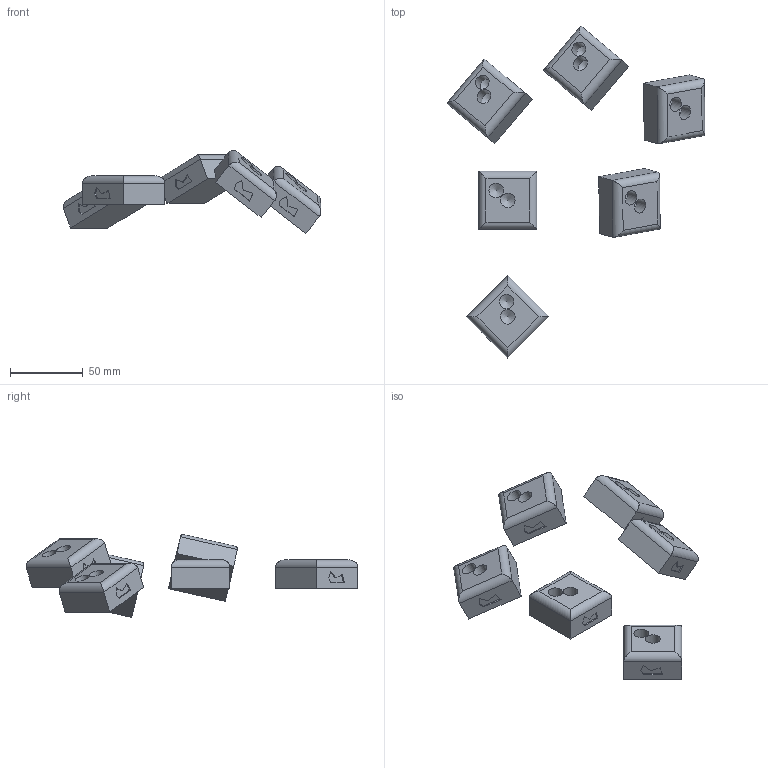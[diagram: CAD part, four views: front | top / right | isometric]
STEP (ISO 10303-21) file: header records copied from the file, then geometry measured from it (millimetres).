
FILE_DESCRIPTION(/* description */ ('CAx-IF Rec.Pracs.---Representation and Presentation of Product Manufacturing Information (PMI)---4.0---2014-10-13','CAx-IF Rec.Pracs.---3D Tessellated Geometry---0.4---2014-09-14','2;1'),/* implementation_level */ '2;1');
FILE_NAME(/* name */ 'SiemensNx11_step_ap242',/* time_stamp */ '2024-04-20T16:00:17+03:00',/* author */ (''),/* organization */ (''),/* preprocessor_version */ 'ST-DEVELOPER v16.7',/* originating_system */ $,/* authorisation */ $);
FILE_SCHEMA (('AP242_MANAGED_MODEL_BASED_3D_ENGINEERING_MIM_LF { 1 0 10303 442 20130219 1 4 }'));
Length unit declared in the file: millimetre
Products named in the file (5): SiemensNx11_step_ap242; modelD; assemblyC; assemblyB
Assembly tree (9 placements, depth 4):
  SiemensNx11_step_ap242
    modelD
    assemblyC
      modelD  x2
    assemblyB
      assemblyC
        modelD  x2
      modelD
Bounding box: 177.15 x 228.08 x 56.92 mm (x, y, z)
Volume: 176352.5 mm3; surface area: 40431.3 mm2
Topology: 6 solids, 6 shells, 126 faces, 300 edges, 192 vertices
Faces by surface type: plane 78, cylinder 36, cone 12
Full cylindrical faces by diameter (mm): 10 x12
Entity records: 1138 total; most frequent: CARTESIAN_POINT 223, DIRECTION 192, AXIS2_PLACEMENT_3D 119, ORIENTED_EDGE 84, EDGE_CURVE 42, CAMERA_MODEL_D3 40, VIEW_VOLUME 40, PLANAR_BOX 40
